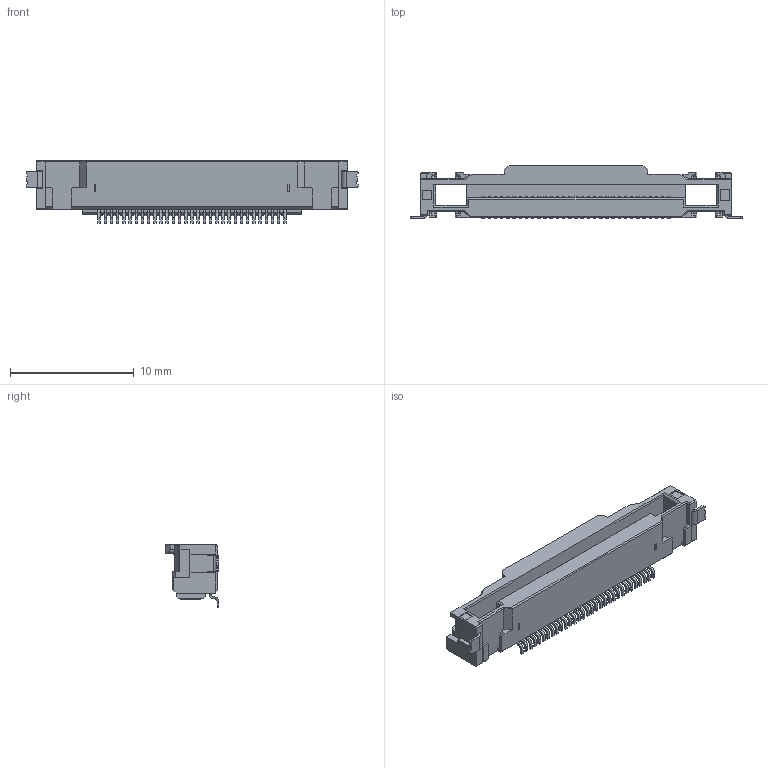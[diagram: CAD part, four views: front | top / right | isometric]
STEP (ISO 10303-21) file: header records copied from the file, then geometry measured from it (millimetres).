
FILE_DESCRIPTION (( 'STEP AP214' ), '1' );
FILE_NAME ('07-00063--A105422-001.STEP', '2020-09-17T14:33:17', ( '' ), ( '' ), 'SwSTEP 2.0', 'SolidWorks 2018', '' );
FILE_SCHEMA (( 'AUTOMOTIVE_DESIGN' ));
Length unit declared in the file: millimetre
Products named in the file (2): 07-00063--A105422-001
Bounding box: 26.8 x 4.35 x 5.05 mm (x, y, z)
Volume: 265.6 mm3; surface area: 644.1 mm2
Topology: 1 solids, 1 shells, 1185 faces, 3071 edges, 1986 vertices
Faces by surface type: plane 928, cylinder 170, bspline 87
Entity records: 37977 total; most frequent: CARTESIAN_POINT 9288, ORIENTED_EDGE 6142, DIRECTION 5433, EDGE_CURVE 3071, VECTOR 2557, LINE 2557, VERTEX_POINT 1986, AXIS2_PLACEMENT_3D 1438
